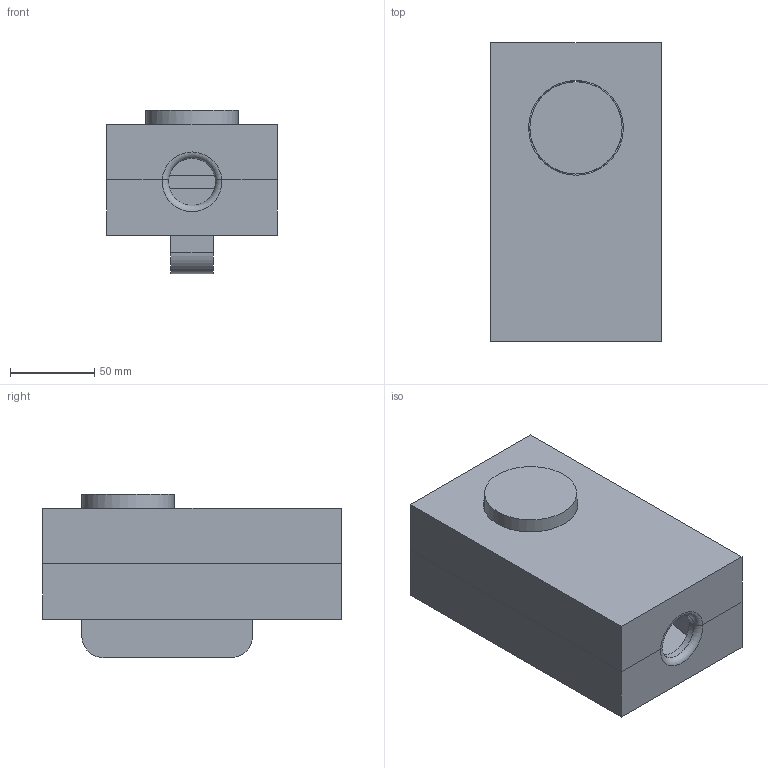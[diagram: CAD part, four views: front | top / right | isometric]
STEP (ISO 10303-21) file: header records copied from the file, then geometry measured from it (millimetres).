
FILE_DESCRIPTION(/* description */ (''),/* implementation_level */ '2;1');
FILE_NAME(/* name */ 'NEMA 14 50 Window mount.step',/* time_stamp */ '2025-06-09T06:10:12-05:00',/* author */ (''),/* organization */ (''),/* preprocessor_version */ 'ST-DEVELOPER v20.1',/* originating_system */ 'Autodesk Translation Framework v14.10.0.0',/* authorisation */ '');
FILE_SCHEMA (('AUTOMOTIVE_DESIGN { 1 0 10303 214 3 1 1 }'));
Length unit declared in the file: inch
Products named in the file (1): 2025-06-09-03-43-27-146
Bounding box: 101.6 x 177.8 x 97.16 mm (x, y, z)
Volume: 938228.5 mm3; surface area: 157005.4 mm2
Topology: 3 solids, 3 shells, 96 faces, 242 edges, 161 vertices
Faces by surface type: plane 65, cylinder 25, bspline 4, torus 2
Full cylindrical faces by diameter (mm): 3.2 x8, 6 x4, 54.864 x1, 56.388 x1
Entity records: 3096 total; most frequent: CARTESIAN_POINT 730, ORIENTED_EDGE 484, DIRECTION 462, EDGE_CURVE 242, VERTEX_POINT 161, LINE 158, VECTOR 158, AXIS2_PLACEMENT_3D 152
